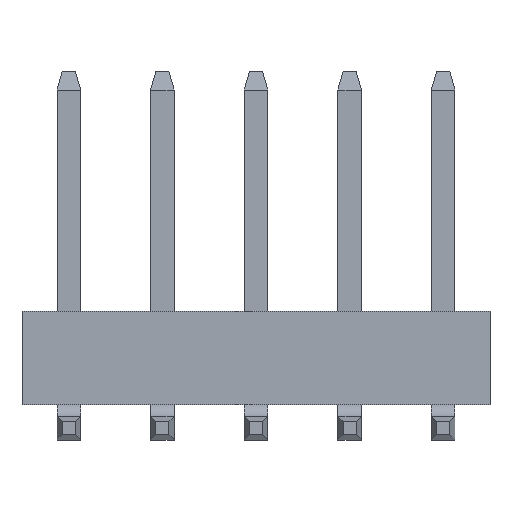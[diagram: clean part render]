
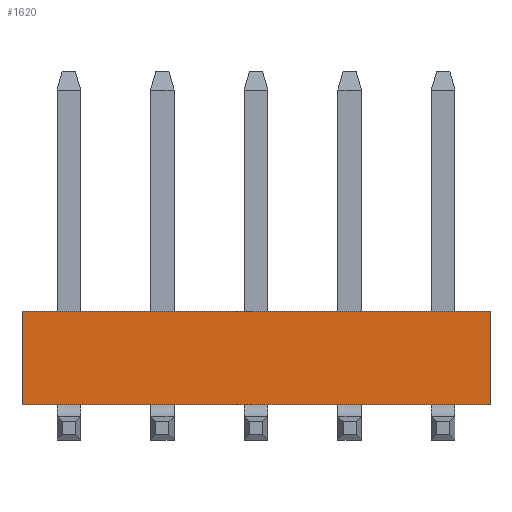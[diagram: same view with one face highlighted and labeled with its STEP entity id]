
A CAD part, top view. The second image highlights one B-rep face of the part: STEP entity #1620.
In plain terms, the highlighted planar face has unit normal (0, 0, 1).
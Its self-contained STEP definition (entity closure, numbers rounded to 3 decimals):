
#224=ORIENTED_EDGE('',*,*,#605,.T.);
#225=ORIENTED_EDGE('',*,*,#564,.F.);
#226=ORIENTED_EDGE('',*,*,#608,.F.);
#227=ORIENTED_EDGE('',*,*,#559,.T.);
#559=EDGE_CURVE('',#763,#762,#919,.T.);
#564=EDGE_CURVE('',#767,#768,#924,.T.);
#605=EDGE_CURVE('',#762,#768,#965,.T.);
#608=EDGE_CURVE('',#763,#767,#968,.T.);
#762=VERTEX_POINT('',#2304);
#763=VERTEX_POINT('',#2306);
#767=VERTEX_POINT('',#2315);
#768=VERTEX_POINT('',#2317);
#919=LINE('',#2305,#1135);
#924=LINE('',#2316,#1140);
#965=LINE('',#2397,#1181);
#968=LINE('',#2402,#1184);
#1135=VECTOR('',#1901,1000.);
#1140=VECTOR('',#1908,1000.);
#1181=VECTOR('',#1973,1000.);
#1184=VECTOR('',#1980,1000.);
#1342=EDGE_LOOP('',(#224,#225,#226,#227));
#1442=FACE_BOUND('',#1342,.T.);
#1540=PLANE('',#1741);
#1620=ADVANCED_FACE('',(#1442),#1540,.F.);
#1741=AXIS2_PLACEMENT_3D('',#2401,#1978,#1979);
#1901=DIRECTION('',(0.,-1.,0.));
#1908=DIRECTION('',(0.,-1.,0.));
#1973=DIRECTION('',(1.,0.,0.));
#1978=DIRECTION('',(0.,0.,-1.));
#1979=DIRECTION('',(-1.,0.,0.));
#1980=DIRECTION('',(1.,0.,0.));
#2304=CARTESIAN_POINT('',(0.,0.,2.54));
#2305=CARTESIAN_POINT('',(0.,2.54,2.54));
#2306=CARTESIAN_POINT('',(0.,2.54,2.54));
#2315=CARTESIAN_POINT('',(12.7,2.54,2.54));
#2316=CARTESIAN_POINT('',(12.7,2.54,2.54));
#2317=CARTESIAN_POINT('',(12.7,0.,2.54));
#2397=CARTESIAN_POINT('',(0.,0.,2.54));
#2401=CARTESIAN_POINT('',(0.,2.54,2.54));
#2402=CARTESIAN_POINT('',(0.,2.54,2.54));
